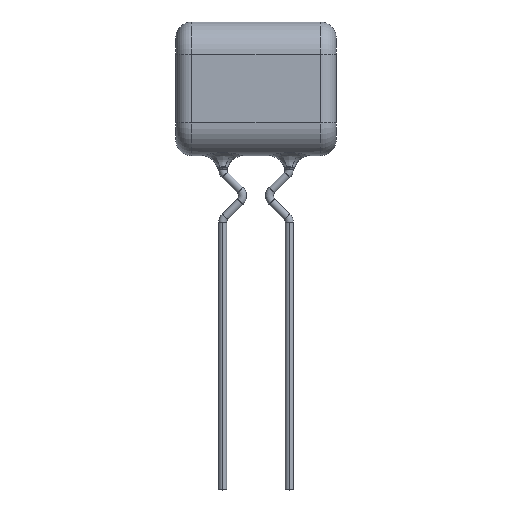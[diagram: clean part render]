
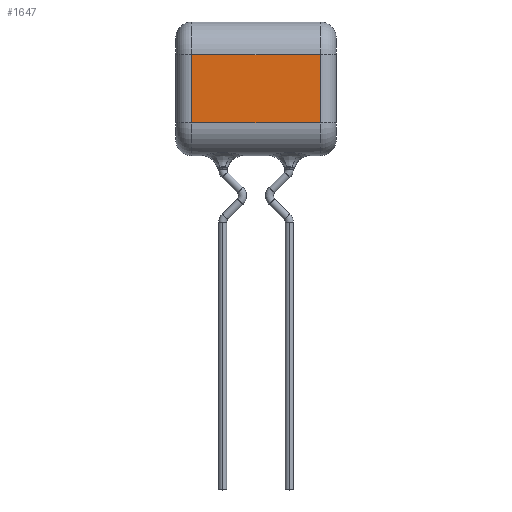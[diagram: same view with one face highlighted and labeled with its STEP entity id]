
A CAD part, top view. The second image highlights one B-rep face of the part: STEP entity #1647.
In plain terms, the highlighted planar face has unit normal (0, 0, 1).
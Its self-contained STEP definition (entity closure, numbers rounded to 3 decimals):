
#75 = CARTESIAN_POINT ( 'NONE',  ( -4.8, 12.55, 2.45 ) ) ;
#96 = LINE ( 'NONE', #1205, #543 ) ;
#103 = ORIENTED_EDGE ( 'NONE', *, *, #931, .T. ) ;
#135 = VERTEX_POINT ( 'NONE', #153 ) ;
#153 = CARTESIAN_POINT ( 'NONE',  ( 4.8, 12.55, 2.45 ) ) ;
#162 = DIRECTION ( 'NONE',  ( 1., 0., 0. ) ) ;
#285 = ORIENTED_EDGE ( 'NONE', *, *, #1729, .T. ) ;
#289 = LINE ( 'NONE', #1620, #872 ) ;
#371 = VERTEX_POINT ( 'NONE', #953 ) ;
#373 = CARTESIAN_POINT ( 'NONE',  ( 0., 0., 2.45 ) ) ;
#543 = VECTOR ( 'NONE', #2147, 1000. ) ;
#637 = LINE ( 'NONE', #810, #1483 ) ;
#642 = VERTEX_POINT ( 'NONE', #75 ) ;
#726 = PLANE ( 'NONE',  #2277 ) ;
#810 = CARTESIAN_POINT ( 'NONE',  ( 6., 7.45, 2.45 ) ) ;
#872 = VECTOR ( 'NONE', #2340, 1000. ) ;
#931 = EDGE_CURVE ( 'NONE', #1728, #371, #637, .T. ) ;
#953 = CARTESIAN_POINT ( 'NONE',  ( 4.8, 7.45, 2.45 ) ) ;
#976 = ORIENTED_EDGE ( 'NONE', *, *, #1417, .T. ) ;
#990 = LINE ( 'NONE', #1126, #1527 ) ;
#1126 = CARTESIAN_POINT ( 'NONE',  ( 4.8, 12.55, 2.45 ) ) ;
#1205 = CARTESIAN_POINT ( 'NONE',  ( 0., 12.55, 2.45 ) ) ;
#1417 = EDGE_CURVE ( 'NONE', #135, #642, #96, .T. ) ;
#1483 = VECTOR ( 'NONE', #1704, 1000. ) ;
#1527 = VECTOR ( 'NONE', #1676, 1000. ) ;
#1538 = CARTESIAN_POINT ( 'NONE',  ( -4.8, 7.45, 2.45 ) ) ;
#1585 = ORIENTED_EDGE ( 'NONE', *, *, #2123, .F. ) ;
#1620 = CARTESIAN_POINT ( 'NONE',  ( -4.8, 12.55, 2.45 ) ) ;
#1647 = ADVANCED_FACE ( 'NONE', ( #2176 ), #726, .T. ) ;
#1676 = DIRECTION ( 'NONE',  ( 0., 1., 0. ) ) ;
#1704 = DIRECTION ( 'NONE',  ( 1., 0., 0. ) ) ;
#1722 = EDGE_LOOP ( 'NONE', ( #103, #285, #976, #1585 ) ) ;
#1728 = VERTEX_POINT ( 'NONE', #1538 ) ;
#1729 = EDGE_CURVE ( 'NONE', #371, #135, #990, .T. ) ;
#1826 = DIRECTION ( 'NONE',  ( 0., 0., 1. ) ) ;
#2123 = EDGE_CURVE ( 'NONE', #1728, #642, #289, .T. ) ;
#2147 = DIRECTION ( 'NONE',  ( -1., 0., 0. ) ) ;
#2176 = FACE_OUTER_BOUND ( 'NONE', #1722, .T. ) ;
#2277 = AXIS2_PLACEMENT_3D ( 'NONE', #373, #1826, #162 ) ;
#2340 = DIRECTION ( 'NONE',  ( 0., 1., 0. ) ) ;
